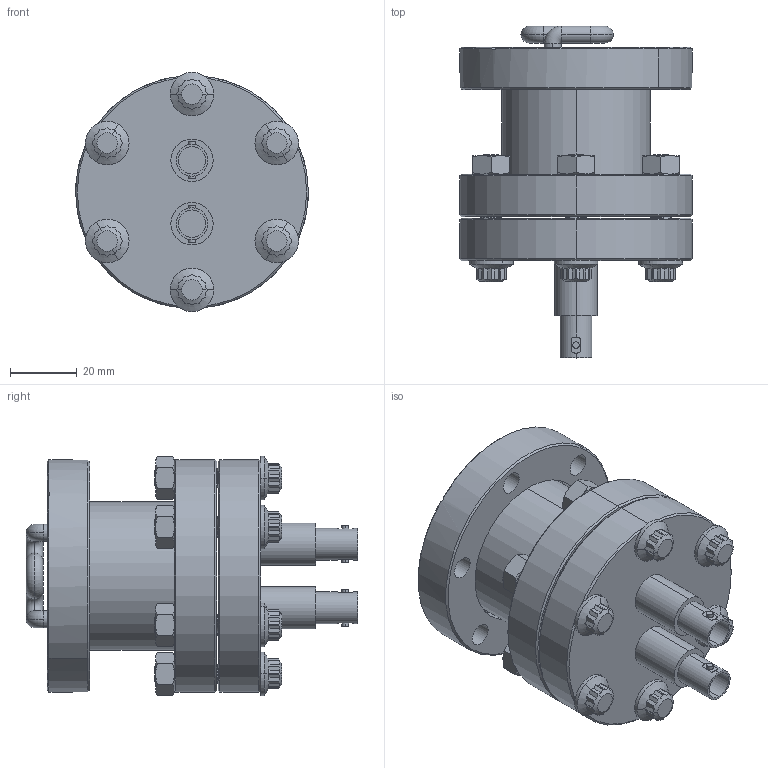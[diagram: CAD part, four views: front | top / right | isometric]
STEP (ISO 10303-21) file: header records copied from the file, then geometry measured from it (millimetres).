
FILE_DESCRIPTION (( 'STEP AP214' ), '1' );
FILE_NAME ('Mini-Z_Emitter-A.STEP', '2024-04-19T22:36:25', ( '' ), ( '' ), 'SwSTEP 2.0', 'SolidWorks 2024', '' );
FILE_SCHEMA (( 'AUTOMOTIVE_DESIGN' ));
Length unit declared in the file: inch
Products named in the file (1): Mini-Z_Emitter-A
Bounding box: 69.85 x 99.57 x 71.82 mm (x, y, z)
Volume: 150167.3 mm3; surface area: 61059.8 mm2
Topology: 20 solids, 20 shells, 921 faces, 2449 edges, 1581 vertices
Faces by surface type: cylinder 467, plane 245, cone 163, bspline 36, torus 10
Entity records: 67088 total; most frequent: CARTESIAN_POINT 46546, ORIENTED_EDGE 4898, DIRECTION 3570, EDGE_CURVE 2449, VERTEX_POINT 1581, AXIS2_PLACEMENT_3D 1423, EDGE_LOOP 966, FACE_OUTER_BOUND 921
